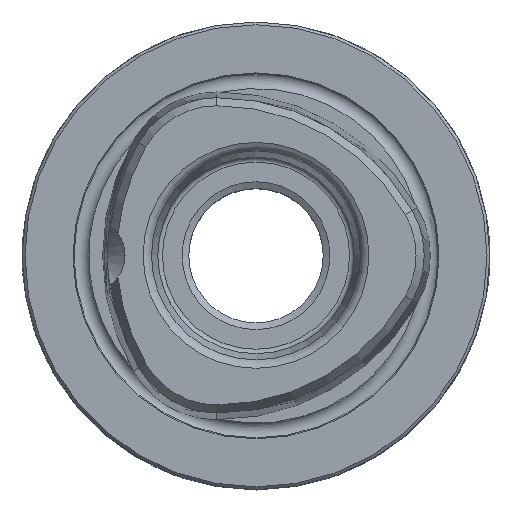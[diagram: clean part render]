
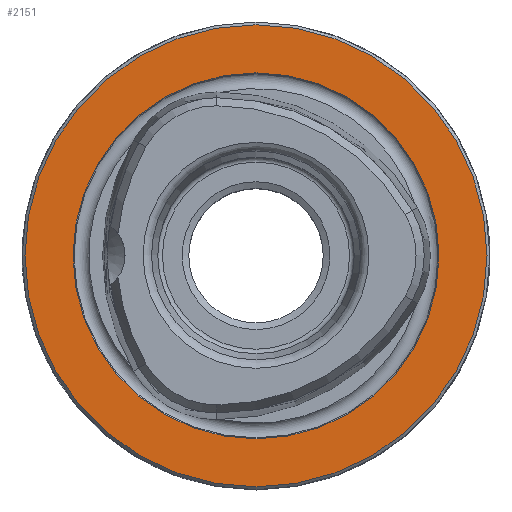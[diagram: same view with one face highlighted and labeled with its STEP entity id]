
A CAD part, top view. The second image highlights one B-rep face of the part: STEP entity #2151.
In plain terms, the highlighted planar face has unit normal (0, 0, 1).
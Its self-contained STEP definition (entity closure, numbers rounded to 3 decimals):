
#202=PLANE('',#2323);
#499=ORIENTED_EDGE('',*,*,#754,.T.);
#500=ORIENTED_EDGE('',*,*,#753,.F.);
#753=EDGE_CURVE('',#903,#903,#1021,.T.);
#754=EDGE_CURVE('',#904,#904,#1022,.T.);
#903=VERTEX_POINT('',#3232);
#904=VERTEX_POINT('',#3235);
#1021=CIRCLE('',#2322,19.564);
#1022=CIRCLE('',#2324,24.7);
#1130=EDGE_LOOP('',(#499));
#1131=EDGE_LOOP('',(#500));
#1287=FACE_BOUND('',#1130,.T.);
#1288=FACE_BOUND('',#1131,.T.);
#2151=ADVANCED_FACE('',(#1287,#1288),#202,.T.);
#2322=AXIS2_PLACEMENT_3D('',#3231,#2666,#2667);
#2323=AXIS2_PLACEMENT_3D('',#3233,#2668,#2669);
#2324=AXIS2_PLACEMENT_3D('',#3234,#2670,#2671);
#2666=DIRECTION('',(0.,0.,1.));
#2667=DIRECTION('',(1.,0.,0.));
#2668=DIRECTION('',(0.,0.,1.));
#2669=DIRECTION('',(1.,0.,0.));
#2670=DIRECTION('',(0.,0.,1.));
#2671=DIRECTION('',(1.,0.,0.));
#3231=CARTESIAN_POINT('',(0.,0.,0.));
#3232=CARTESIAN_POINT('',(19.564,0.,0.));
#3233=CARTESIAN_POINT('',(19.4,0.,0.));
#3234=CARTESIAN_POINT('',(0.,0.,0.));
#3235=CARTESIAN_POINT('',(24.7,0.,0.));
